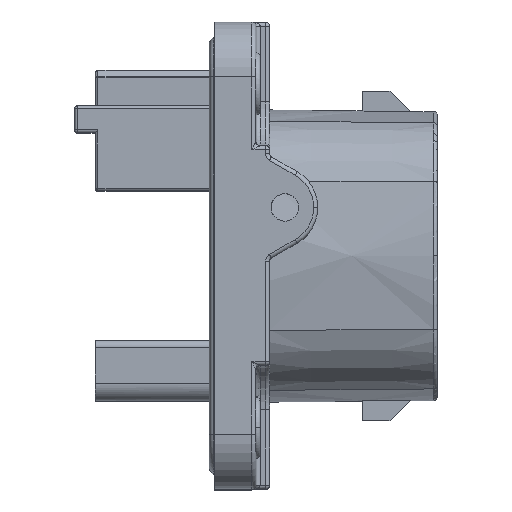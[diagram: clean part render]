
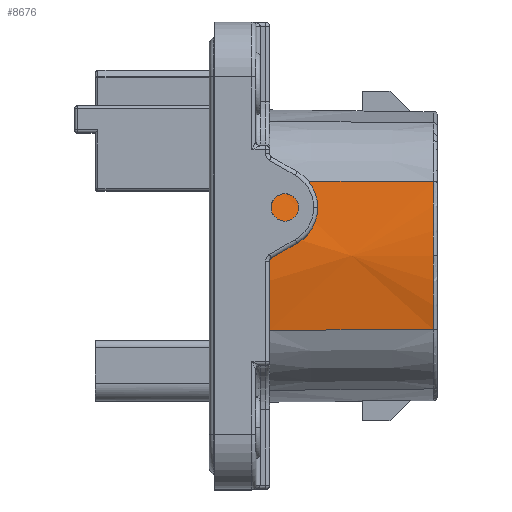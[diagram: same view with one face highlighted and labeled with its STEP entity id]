
A CAD part, top view. The second image highlights one B-rep face of the part: STEP entity #8676.
In plain terms, the highlighted conical face has half-angle 0.5 degrees and reference radius 22.956 mm.
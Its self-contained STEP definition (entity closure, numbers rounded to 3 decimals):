
#22 = CONICAL_SURFACE ( 'NONE', #6280, 22.956, 0.009 ) ;
#91 = DIRECTION ( 'NONE',  ( -1., 0., 0. ) ) ;
#242 = FACE_OUTER_BOUND ( 'NONE', #13100, .T. ) ;
#402 = LINE ( 'NONE', #3568, #6442 ) ;
#487 = DIRECTION ( 'NONE',  ( -1., -0.002, 0.008 ) ) ;
#490 = AXIS2_PLACEMENT_3D ( 'NONE', #9675, #7164, #13143 ) ;
#2267 = ORIENTED_EDGE ( 'NONE', *, *, #2813, .F. ) ;
#2351 = VERTEX_POINT ( 'NONE', #3706 ) ;
#2618 = VERTEX_POINT ( 'NONE', #8217 ) ;
#2813 = EDGE_CURVE ( 'NONE', #11944, #2351, #402, .T. ) ;
#3463 = EDGE_CURVE ( 'NONE', #14163, #4198, #5289, .T. ) ;
#3568 = CARTESIAN_POINT ( 'NONE',  ( -499000., 1032.471, 4243.018 ) ) ;
#3706 = CARTESIAN_POINT ( 'NONE',  ( 11.903, 5.39, 11.058 ) ) ;
#4114 = CARTESIAN_POINT ( 'NONE',  ( -499000., -1032.471, 4243.018 ) ) ;
#4198 = VERTEX_POINT ( 'NONE', #14452 ) ;
#4301 = AXIS2_PLACEMENT_3D ( 'NONE', #6086, #91, #13391 ) ;
#5063 = EDGE_CURVE ( 'NONE', #14163, #2618, #5217, .T. ) ;
#5217 = LINE ( 'NONE', #4114, #14928 ) ;
#5289 = CIRCLE ( 'NONE', #10098, 22.853 ) ;
#5783 = DIRECTION ( 'NONE',  ( 0., -1., 0. ) ) ;
#6086 = CARTESIAN_POINT ( 'NONE',  ( 11.903, 0., -11.15 ) ) ;
#6280 = AXIS2_PLACEMENT_3D ( 'NONE', #11764, #14191, #8254 ) ;
#6442 = VECTOR ( 'NONE', #13331, 1000. ) ;
#6483 = ORIENTED_EDGE ( 'NONE', *, *, #14270, .T. ) ;
#6983 = EDGE_CURVE ( 'NONE', #2618, #11944, #7960, .T. ) ;
#7143 = CIRCLE ( 'NONE', #4301, 22.853 ) ;
#7164 = DIRECTION ( 'NONE',  ( -1., 0., 0. ) ) ;
#7960 = CIRCLE ( 'NONE', #490, 22.956 ) ;
#8217 = CARTESIAN_POINT ( 'NONE',  ( 0., -5.414, 11.159 ) ) ;
#8254 = DIRECTION ( 'NONE',  ( 0., -1., 0. ) ) ;
#8676 = ADVANCED_FACE ( 'NONE', ( #242 ), #22, .T. ) ;
#9063 = ORIENTED_EDGE ( 'NONE', *, *, #5063, .F. ) ;
#9675 = CARTESIAN_POINT ( 'NONE',  ( 0., 0., -11.15 ) ) ;
#10098 = AXIS2_PLACEMENT_3D ( 'NONE', #12757, #11881, #5783 ) ;
#10182 = ORIENTED_EDGE ( 'NONE', *, *, #3463, .T. ) ;
#11764 = CARTESIAN_POINT ( 'NONE',  ( 0., 0., -11.15 ) ) ;
#11881 = DIRECTION ( 'NONE',  ( -1., 0., 0. ) ) ;
#11944 = VERTEX_POINT ( 'NONE', #14941 ) ;
#12757 = CARTESIAN_POINT ( 'NONE',  ( 11.903, 0., -11.15 ) ) ;
#13100 = EDGE_LOOP ( 'NONE', ( #9063, #10182, #6483, #2267, #14908 ) ) ;
#13143 = DIRECTION ( 'NONE',  ( 0., -1., 0. ) ) ;
#13331 = DIRECTION ( 'NONE',  ( 1., -0.002, -0.008 ) ) ;
#13391 = DIRECTION ( 'NONE',  ( 0., -1., 0. ) ) ;
#14163 = VERTEX_POINT ( 'NONE', #14798 ) ;
#14191 = DIRECTION ( 'NONE',  ( -1., 0., 0. ) ) ;
#14270 = EDGE_CURVE ( 'NONE', #4198, #2351, #7143, .T. ) ;
#14452 = CARTESIAN_POINT ( 'NONE',  ( 11.903, 0., 11.703 ) ) ;
#14798 = CARTESIAN_POINT ( 'NONE',  ( 11.903, -5.39, 11.058 ) ) ;
#14908 = ORIENTED_EDGE ( 'NONE', *, *, #6983, .F. ) ;
#14928 = VECTOR ( 'NONE', #487, 1000. ) ;
#14941 = CARTESIAN_POINT ( 'NONE',  ( 0., 5.414, 11.159 ) ) ;
